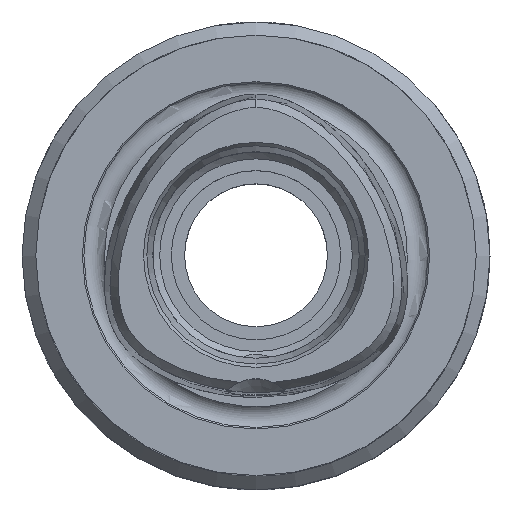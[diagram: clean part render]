
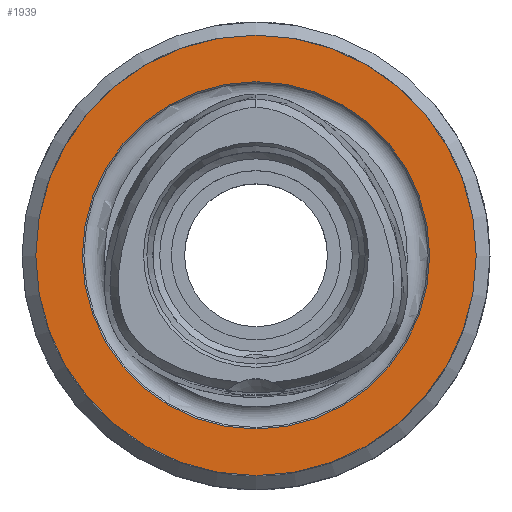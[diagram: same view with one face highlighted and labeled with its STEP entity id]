
A CAD part, top view. The second image highlights one B-rep face of the part: STEP entity #1939.
In plain terms, the highlighted planar face has unit normal (0, 0, 1).
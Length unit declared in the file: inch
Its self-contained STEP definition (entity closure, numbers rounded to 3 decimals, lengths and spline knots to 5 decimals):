
#37=FACE_BOUND('',#434,.T.);
#109=PLANE('',#2162);
#318=FACE_OUTER_BOUND('',#433,.T.);
#433=EDGE_LOOP('',(#1689));
#434=EDGE_LOOP('',(#1690));
#689=CIRCLE('',#2158,0.49662);
#690=CIRCLE('',#2163,0.62992);
#878=VERTEX_POINT('',#5585);
#879=VERTEX_POINT('',#5592);
#1155=EDGE_CURVE('',#878,#878,#689,.T.);
#1156=EDGE_CURVE('',#879,#879,#690,.T.);
#1689=ORIENTED_EDGE('',*,*,#1156,.T.);
#1690=ORIENTED_EDGE('',*,*,#1155,.T.);
#1939=ADVANCED_FACE('',(#318,#37),#109,.T.);
#2158=AXIS2_PLACEMENT_3D('',#5587,#2631,#2632);
#2162=AXIS2_PLACEMENT_3D('',#5591,#2639,#2640);
#2163=AXIS2_PLACEMENT_3D('',#5593,#2641,#2642);
#2631=DIRECTION('center_axis',(0.,0.,-1.));
#2632=DIRECTION('ref_axis',(0.,1.,0.));
#2639=DIRECTION('center_axis',(0.,0.,1.));
#2640=DIRECTION('ref_axis',(1.,0.,0.));
#2641=DIRECTION('center_axis',(0.,0.,1.));
#2642=DIRECTION('ref_axis',(1.,0.,0.));
#5585=CARTESIAN_POINT('',(-0.55564,-0.29478,0.04433));
#5587=CARTESIAN_POINT('Origin',(-0.55564,0.20184,0.04433));
#5591=CARTESIAN_POINT('Origin',(-0.55564,0.20184,0.04433));
#5592=CARTESIAN_POINT('',(-1.18556,0.20184,0.04433));
#5593=CARTESIAN_POINT('Origin',(-0.55564,0.20184,0.04433));
